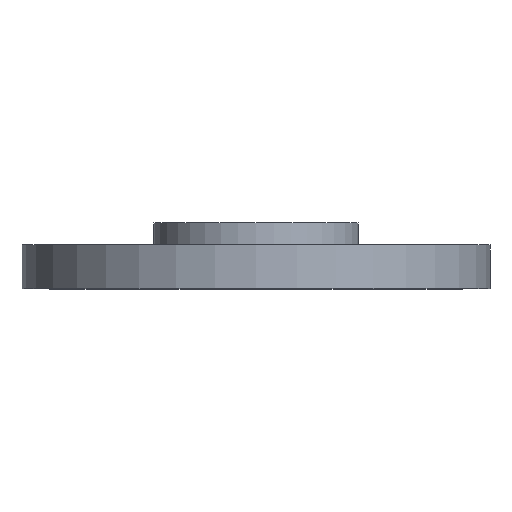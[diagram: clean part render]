
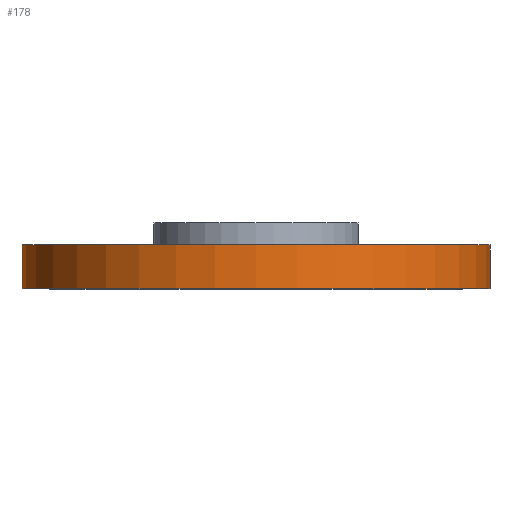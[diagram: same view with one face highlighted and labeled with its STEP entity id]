
A CAD part, top view. The second image highlights one B-rep face of the part: STEP entity #178.
In plain terms, the highlighted cylindrical face has radius 15.99 mm (diameter 31.98 mm), a full revolution.
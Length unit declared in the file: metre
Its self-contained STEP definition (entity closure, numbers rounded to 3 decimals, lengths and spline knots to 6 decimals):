
#178 = ADVANCED_FACE( 'NONE', ( #428, #429 ), #430, .T. );
#428 = FACE_OUTER_BOUND( '', #884, .T. );
#429 = FACE_OUTER_BOUND( '', #885, .T. );
#430 = CYLINDRICAL_SURFACE( '', #886, 0.01599 );
#884 = EDGE_LOOP( '', ( #2410 ) );
#885 = EDGE_LOOP( '', ( #2411 ) );
#886 = AXIS2_PLACEMENT_3D( '', #2412, #2413, #2414 );
#2410 = ORIENTED_EDGE( '', *, *, #3438, .T. );
#2411 = ORIENTED_EDGE( '', *, *, #3380, .F. );
#2412 = CARTESIAN_POINT( '', ( 0., 0.003, 0. ) );
#2413 = DIRECTION( '', ( 0., 1., 0. ) );
#2414 = DIRECTION( '', ( 0., 0., -1. ) );
#3380 = EDGE_CURVE( 'NONE', #4012, #4012, #4013, .T. );
#3438 = EDGE_CURVE( 'NONE', #4101, #4101, #4102, .T. );
#4012 = VERTEX_POINT( '', #5657 );
#4013 = CIRCLE( '', #5658, 0.01599 );
#4101 = VERTEX_POINT( '', #5828 );
#4102 = CIRCLE( '', #5829, 0.01599 );
#5657 = CARTESIAN_POINT( '', ( 0., 0.003, 0.01599 ) );
#5658 = AXIS2_PLACEMENT_3D( '', #8016, #8017, #8018 );
#5828 = CARTESIAN_POINT( '', ( 0., 0., 0.01599 ) );
#5829 = AXIS2_PLACEMENT_3D( '', #8091, #8092, #8093 );
#8016 = CARTESIAN_POINT( '', ( 0., 0.003, 0. ) );
#8017 = DIRECTION( '', ( 0., 1., 0. ) );
#8018 = DIRECTION( '', ( 0., 0., 1. ) );
#8091 = CARTESIAN_POINT( '', ( 0., 0., 0. ) );
#8092 = DIRECTION( '', ( 0., 1., 0. ) );
#8093 = DIRECTION( '', ( 0., 0., 1. ) );
